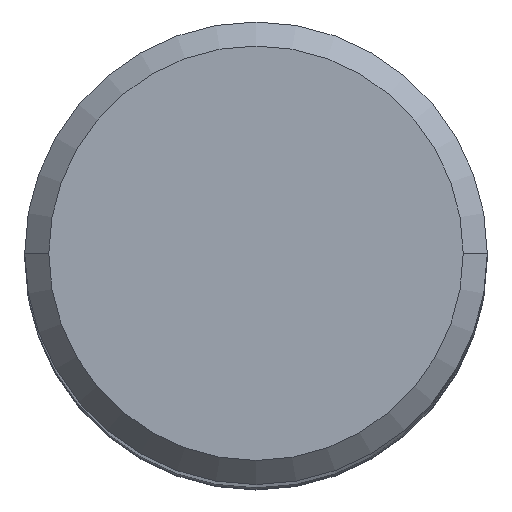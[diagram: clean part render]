
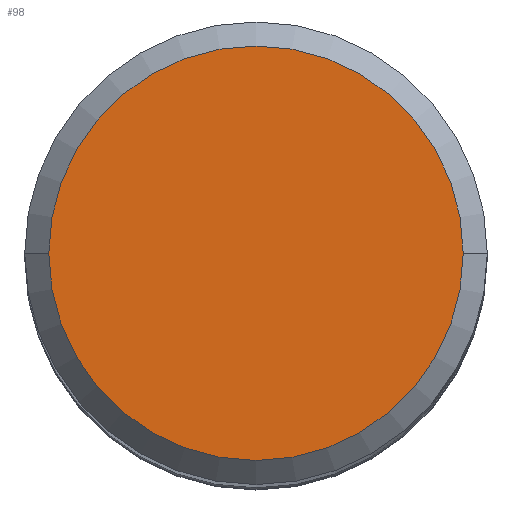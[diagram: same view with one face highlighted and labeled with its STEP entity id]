
A CAD part, top view. The second image highlights one B-rep face of the part: STEP entity #98.
In plain terms, the highlighted planar face has unit normal (0, 0, 1).
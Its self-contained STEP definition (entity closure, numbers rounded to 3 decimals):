
#60=PLANE('',#927);
#98=ADVANCED_FACE('',(#168),#60,.F.);
#168=FACE_OUTER_BOUND('',#216,.T.);
#216=EDGE_LOOP('',(#366,#367));
#366=ORIENTED_EDGE('',*,*,#539,.T.);
#367=ORIENTED_EDGE('',*,*,#537,.T.);
#456=VERTEX_POINT('',#1402);
#457=VERTEX_POINT('',#1404);
#537=EDGE_CURVE('',#457,#456,#610,.T.);
#539=EDGE_CURVE('',#456,#457,#611,.T.);
#610=CIRCLE('',#923,11.2);
#611=CIRCLE('',#925,11.2);
#923=AXIS2_PLACEMENT_3D('',#1403,#1164,#1165);
#925=AXIS2_PLACEMENT_3D('',#1407,#1169,#1170);
#927=AXIS2_PLACEMENT_3D('',#1409,#1173,#1174);
#1164=DIRECTION('',(0.,0.,1.));
#1165=DIRECTION('',(1.,0.,0.));
#1169=DIRECTION('',(0.,0.,1.));
#1170=DIRECTION('',(-1.,0.,0.));
#1173=DIRECTION('',(0.,0.,-1.));
#1174=DIRECTION('',(1.,0.,0.));
#1402=CARTESIAN_POINT('',(-11.2,0.,0.));
#1403=CARTESIAN_POINT('',(0.,0.,0.));
#1404=CARTESIAN_POINT('',(11.2,0.,0.));
#1407=CARTESIAN_POINT('',(0.,0.,0.));
#1409=CARTESIAN_POINT('',(0.,0.,0.));
